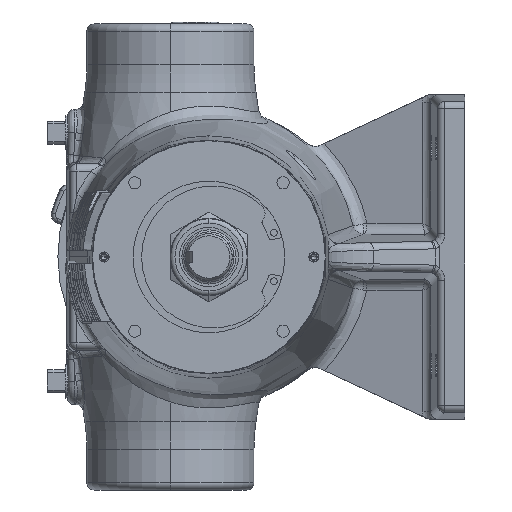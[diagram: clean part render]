
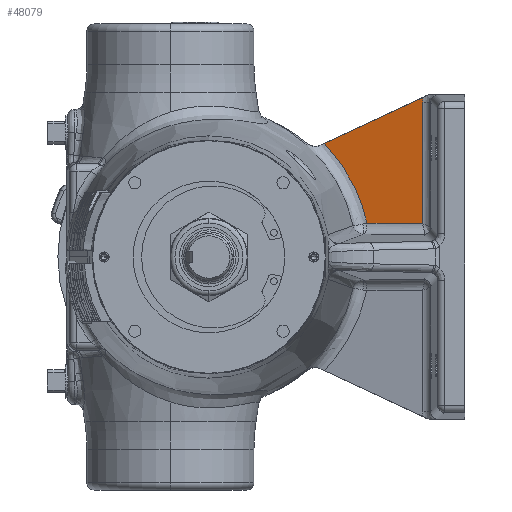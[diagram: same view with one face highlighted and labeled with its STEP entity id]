
A CAD part, left-side view. The second image highlights one B-rep face of the part: STEP entity #48079.
In plain terms, the highlighted planar face has unit normal (-0.966, 0.259, 0).
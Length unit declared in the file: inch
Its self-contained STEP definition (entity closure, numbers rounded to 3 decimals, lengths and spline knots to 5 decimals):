
#3106 = EDGE_CURVE ( 'NONE', #77837, #17311, #79521, .T. ) ;
#3326 = VECTOR ( 'NONE', #36123, 39.37008 ) ;
#11197 = EDGE_CURVE ( 'NONE', #17311, #55074, #78407, .T. ) ;
#15576 = CARTESIAN_POINT ( 'NONE',  ( -1.47679, -3.43825, 2.49317 ) ) ;
#16067 = AXIS2_PLACEMENT_3D ( 'NONE', #55755, #53178, #52894 ) ;
#17311 = VERTEX_POINT ( 'NONE', #83057 ) ;
#17817 = ORIENTED_EDGE ( 'NONE', *, *, #3106, .T. ) ;
#19130 = VECTOR ( 'NONE', #43886, 39.37008 ) ;
#19677 = LINE ( 'NONE', #50098, #19130 ) ;
#19769 = EDGE_CURVE ( 'NONE', #55074, #19808, #81134, .T. ) ;
#19808 = VERTEX_POINT ( 'NONE', #28968 ) ;
#19831 = VERTEX_POINT ( 'NONE', #27224 ) ;
#27224 = CARTESIAN_POINT ( 'NONE',  ( -1.23669, -2.5422, 0.54472 ) ) ;
#28968 = CARTESIAN_POINT ( 'NONE',  ( -1.05283, -1.85601, 1.82867 ) ) ;
#35949 = CARTESIAN_POINT ( 'NONE',  ( -1.82032, -4.72032, 3.16433 ) ) ;
#36123 = DIRECTION ( 'NONE',  ( 0.236, 0.881, -0.411 ) ) ;
#36442 = EDGE_CURVE ( 'NONE', #19808, #19831, #48618, .T. ) ;
#43886 = DIRECTION ( 'NONE',  ( -0.259, -0.966, -0.009 ) ) ;
#45878 = CARTESIAN_POINT ( 'NONE',  ( -1.47679, -3.43825, 0.53633 ) ) ;
#48079 = ADVANCED_FACE ( 'NONE', ( #51056 ), #53722, .F. ) ;
#48618 =( BOUNDED_CURVE ( )  B_SPLINE_CURVE ( 3, ( #80496, #83130, #80200, #80092 ),
 .UNSPECIFIED., .F., .T. ) 
 B_SPLINE_CURVE_WITH_KNOTS ( ( 4, 4 ),
 ( 2.36958, 2.93228 ),
 .UNSPECIFIED. ) 
 CURVE ( )  GEOMETRIC_REPRESENTATION_ITEM ( )  RATIONAL_B_SPLINE_CURVE ( ( 1., 0.974, 0.974, 1. ) ) 
 REPRESENTATION_ITEM ( '' )  );
#49292 = CARTESIAN_POINT ( 'NONE',  ( -1.48001, -3.45026, 2.57209 ) ) ;
#49467 = CARTESIAN_POINT ( 'NONE',  ( -1.47679, -3.43825, 2.48852 ) ) ;
#49493 = CARTESIAN_POINT ( 'NONE',  ( -1.47679, -3.43825, 2.51689 ) ) ;
#49767 = CARTESIAN_POINT ( 'NONE',  ( -1.47787, -3.44228, 2.54493 ) ) ;
#50098 = CARTESIAN_POINT ( 'NONE',  ( -1.49891, -3.52081, 0.53556 ) ) ;
#50668 = ORIENTED_EDGE ( 'NONE', *, *, #11197, .T. ) ;
#51056 = FACE_OUTER_BOUND ( 'NONE', #77636, .T. ) ;
#51195 = ORIENTED_EDGE ( 'NONE', *, *, #19769, .T. ) ;
#52617 = CARTESIAN_POINT ( 'NONE',  ( -1.48001, -3.45026, 2.57209 ) ) ;
#52894 = DIRECTION ( 'NONE',  ( 0.259, 0.966, 0. ) ) ;
#53178 = DIRECTION ( 'NONE',  ( 0.966, -0.259, 0. ) ) ;
#53722 = PLANE ( 'NONE',  #16067 ) ;
#55074 = VERTEX_POINT ( 'NONE', #52617 ) ;
#55755 = CARTESIAN_POINT ( 'NONE',  ( -1.51126, -3.5669, 5.81544 ) ) ;
#68621 = ORIENTED_EDGE ( 'NONE', *, *, #36442, .T. ) ;
#69221 = EDGE_CURVE ( 'NONE', #19831, #77837, #19677, .T. ) ;
#76245 = DIRECTION ( 'NONE',  ( 0., 0., 1. ) ) ;
#77636 = EDGE_LOOP ( 'NONE', ( #17817, #50668, #51195, #68621, #81173 ) ) ;
#77837 = VERTEX_POINT ( 'NONE', #45878 ) ;
#78407 =( BOUNDED_CURVE ( )  B_SPLINE_CURVE ( 3, ( #49467, #49493, #49767, #49292 ),
 .UNSPECIFIED., .F., .F. ) 
 B_SPLINE_CURVE_WITH_KNOTS ( ( 4, 4 ),
 ( 3.028, 3.31054 ),
 .UNSPECIFIED. ) 
 CURVE ( )  GEOMETRIC_REPRESENTATION_ITEM ( )  RATIONAL_B_SPLINE_CURVE ( ( 1., 0.993, 0.993, 1. ) ) 
 REPRESENTATION_ITEM ( '' )  );
#79521 = LINE ( 'NONE', #15576, #79841 ) ;
#79841 = VECTOR ( 'NONE', #76245, 39.37008 ) ;
#80092 = CARTESIAN_POINT ( 'NONE',  ( -1.23669, -2.5422, 0.54472 ) ) ;
#80200 = CARTESIAN_POINT ( 'NONE',  ( -1.20894, -2.43862, 1.03214 ) ) ;
#80496 = CARTESIAN_POINT ( 'NONE',  ( -1.05283, -1.85601, 1.82867 ) ) ;
#81134 = LINE ( 'NONE', #35949, #3326 ) ;
#81173 = ORIENTED_EDGE ( 'NONE', *, *, #69221, .T. ) ;
#83057 = CARTESIAN_POINT ( 'NONE',  ( -1.47679, -3.43825, 2.48852 ) ) ;
#83130 = CARTESIAN_POINT ( 'NONE',  ( -1.146, -2.20373, 1.47164 ) ) ;
